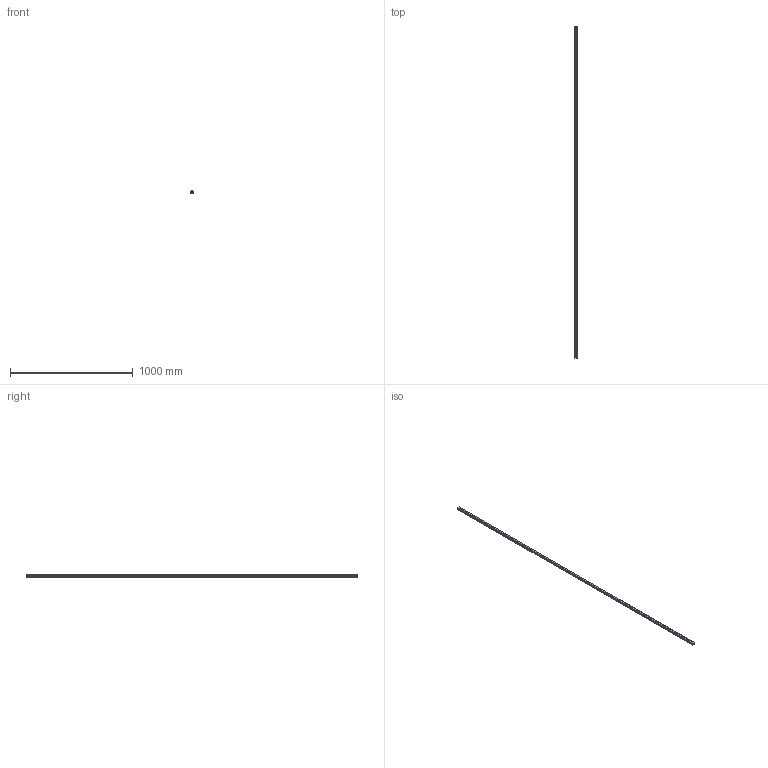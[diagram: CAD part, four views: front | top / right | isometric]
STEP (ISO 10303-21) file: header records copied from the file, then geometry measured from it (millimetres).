
FILE_DESCRIPTION(('STEP AP214'),'1');
FILE_NAME('cctmp_BFB9D212-69DD-498A-B757-A40ECBDE4B58_2021_01_22_14_07_12_0230..stp','2021-01-22T13:07:12',('HIWIN GmbH'),('CADClick - www.CADClick.com'),'Spatial InterOp 3D',' ','unknown authorization');
FILE_SCHEMA(('AUTOMOTIVE_DESIGN'));
Length unit declared in the file: millimetre
Products named in the file (1): HGR20T2710C_FILE
Bounding box: 20 x 2710 x 17.5 mm (x, y, z)
Volume: 800441.2 mm3; surface area: 216012.5 mm2
Topology: 1 solids, 1 shells, 287 faces, 753 edges, 427 vertices
Faces by surface type: cylinder 112, cone 90, plane 85
Entity records: 10441 total; most frequent: DIRECTION 1463, CARTESIAN_POINT 1378, ORIENTED_EDGE 1326, EDGE_CURVE 663, AXIS2_PLACEMENT_3D 512, LINE 439, VECTOR 439, VERTEX_POINT 427
